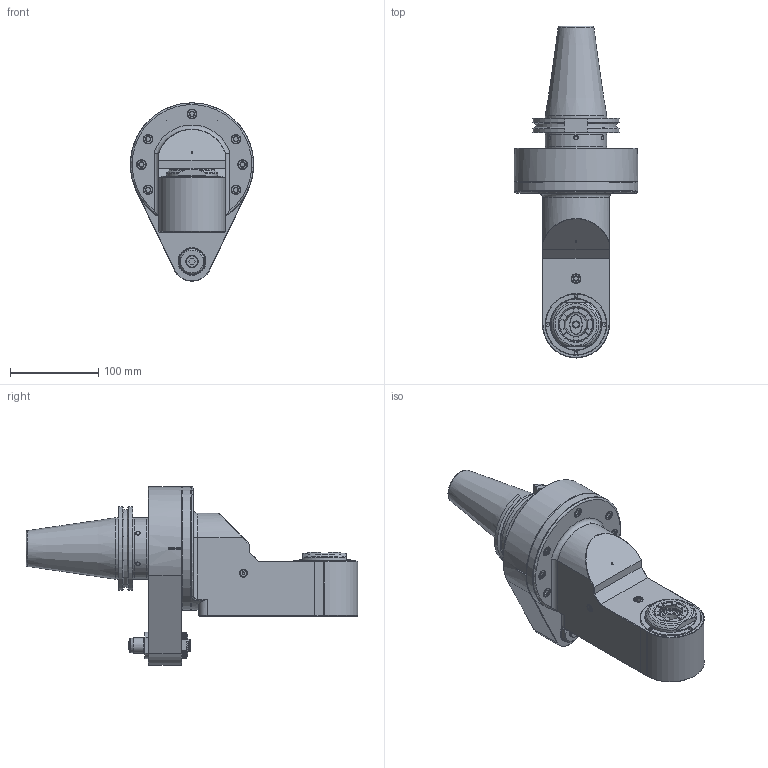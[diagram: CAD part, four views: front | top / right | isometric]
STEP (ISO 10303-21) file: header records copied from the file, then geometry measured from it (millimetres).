
FILE_DESCRIPTION(/* description */ (''),/* implementation_level */ '2;1');
FILE_NAME(/* name */ '9.GR9.20000-19C50.stp',/* time_stamp */ '2025-11-06T10:27:18-05:00',/* author */ ('jkrenzer'),/* organization */ (''),/* preprocessor_version */ 'ST-DEVELOPER v20',/* originating_system */ 'Autodesk Inventor 2025',/* authorisation */ '');
FILE_SCHEMA (('AUTOMOTIVE_DESIGN { 1 0 10303 214 3 1 1 }'));
Products named in the file (3): 9.GR9.20000-19C50; 9_GR9_20; 9_GA3_451_1   (Classic, Type 3, Cat50, 110mm)
Assembly tree (2 placements, depth 2):
  9.GR9.20000-19C50
    9_GR9_20
    9_GA3_451_1   (Classic, Type 3, Cat50, 110mm)
Bounding box: 140 x 376.8 x 202.42 mm (x, y, z)
Volume: 1795173.1 mm3; surface area: 427166.9 mm2
Topology: 30 solids, 66 shells, 2322 faces, 5744 edges, 3679 vertices
Faces by surface type: plane 908, cone 630, cylinder 540, bspline 179, torus 63, sphere 2
Full cylindrical faces by diameter (mm): 2 x1, 2.5 x14, 3 x12, 3.3 x7, 4 x7, 4.2 x26, 5 x14, 5.5 x5, 5.8 x4, 6 x25, 6.5 x12, 7 x4, 7.4 x1, 7.5 x4, 8 x2, 8.5 x8, 9 x9, 9.2 x1, 10 x15, 10.5 x8, 11 x3, 11.5 x1, 12 x1, 12.8 x1, 13 x2, 14 x3, 15 x3, 15.2 x1, 17 x1, 18 x5
Entity records: 88703 total; most frequent: CARTESIAN_POINT 33346, DIRECTION 11682, ORIENTED_EDGE 11310, EDGE_CURVE 5708, AXIS2_PLACEMENT_3D 4486, VERTEX_POINT 3679, LINE 2710, VECTOR 2710
